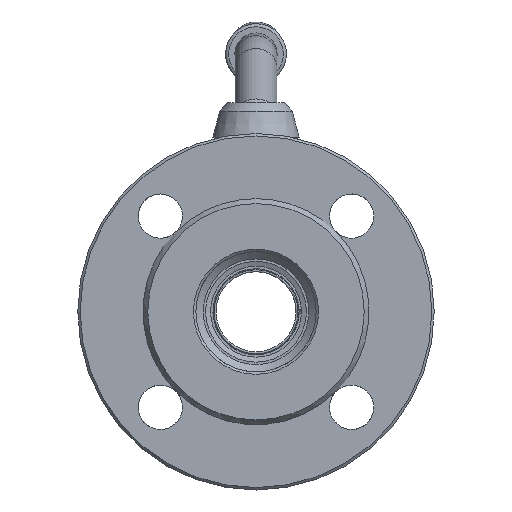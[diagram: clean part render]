
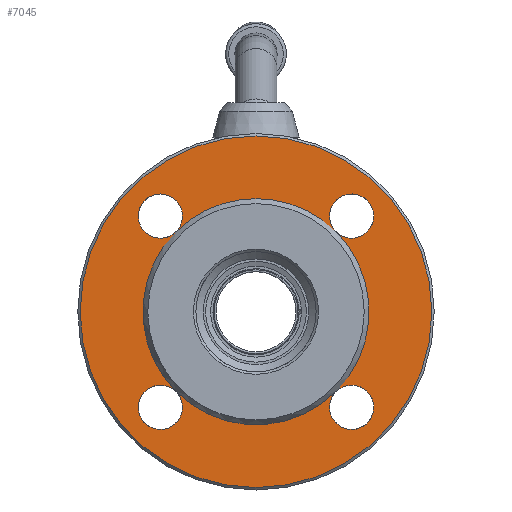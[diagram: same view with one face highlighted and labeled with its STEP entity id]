
A CAD part, front view. The second image highlights one B-rep face of the part: STEP entity #7045.
In plain terms, the highlighted planar face has unit normal (0, -1, 0).
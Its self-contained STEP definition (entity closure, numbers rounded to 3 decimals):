
#6895=CARTESIAN_POINT('',(0.,-97.002,71.5));
#6896=VERTEX_POINT('',#6895);
#6903=CARTESIAN_POINT('',(-0.,-97.002,-71.5));
#6904=VERTEX_POINT('',#6903);
#6905=CARTESIAN_POINT('',(0.,-97.002,0.));
#6906=DIRECTION('',(0.,-1.,0.));
#6907=DIRECTION('',(0.,0.,-1.));
#6908=AXIS2_PLACEMENT_3D('',#6905,#6906,#6907);
#6909=CIRCLE('',#6908,71.5);
#6910=EDGE_CURVE('',#6904,#6896,#6909,.T.);
#6912=CARTESIAN_POINT('',(0.,-97.002,0.));
#6913=DIRECTION('',(0.,-1.,0.));
#6914=DIRECTION('',(0.,0.,-1.));
#6915=AXIS2_PLACEMENT_3D('',#6912,#6913,#6914);
#6916=CIRCLE('',#6915,71.5);
#6917=EDGE_CURVE('',#6896,#6904,#6916,.T.);
#6925=CARTESIAN_POINT('',(0.,-97.002,46.));
#6926=DIRECTION('',(0.,-1.,0.));
#6927=DIRECTION('',(0.,0.,-1.));
#6928=AXIS2_PLACEMENT_3D('',#6925,#6926,#6927);
#6929=PLANE('',#6928);
#6930=ORIENTED_EDGE('',*,*,#6910,.T.);
#6931=ORIENTED_EDGE('',*,*,#6917,.T.);
#6932=EDGE_LOOP('',(#6930,#6931));
#6933=FACE_BOUND('',#6932,.T.);
#6934=CARTESIAN_POINT('',(-32.527,-97.002,32.527));
#6935=VERTEX_POINT('',#6934);
#6936=CARTESIAN_POINT('',(-32.527,-97.002,-32.527));
#6937=VERTEX_POINT('',#6936);
#6938=CARTESIAN_POINT('',(0.,-97.002,0.));
#6939=DIRECTION('',(0.,-1.,0.));
#6940=DIRECTION('',(0.,0.,-1.));
#6941=AXIS2_PLACEMENT_3D('',#6938,#6939,#6940);
#6942=CIRCLE('',#6941,46.);
#6943=EDGE_CURVE('',#6935,#6937,#6942,.T.);
#6944=ORIENTED_EDGE('',*,*,#6943,.F.);
#6945=CARTESIAN_POINT('',(-29.891,-97.002,38.891));
#6946=VERTEX_POINT('',#6945);
#6947=CARTESIAN_POINT('',(-38.891,-97.002,38.891));
#6948=DIRECTION('',(0.,-1.,0.));
#6949=DIRECTION('',(1.,0.,0.));
#6950=AXIS2_PLACEMENT_3D('',#6947,#6948,#6949);
#6951=CIRCLE('',#6950,9.);
#6952=EDGE_CURVE('',#6946,#6935,#6951,.T.);
#6953=ORIENTED_EDGE('',*,*,#6952,.F.);
#6954=CARTESIAN_POINT('',(-38.891,-97.002,38.891));
#6955=DIRECTION('',(0.,-1.,0.));
#6956=DIRECTION('',(1.,0.,0.));
#6957=AXIS2_PLACEMENT_3D('',#6954,#6955,#6956);
#6958=CIRCLE('',#6957,9.);
#6959=EDGE_CURVE('',#6935,#6946,#6958,.T.);
#6960=ORIENTED_EDGE('',*,*,#6959,.F.);
#6961=CARTESIAN_POINT('',(0.,-97.002,46.));
#6962=VERTEX_POINT('',#6961);
#6963=CARTESIAN_POINT('',(0.,-97.002,0.));
#6964=DIRECTION('',(0.,-1.,0.));
#6965=DIRECTION('',(0.,0.,-1.));
#6966=AXIS2_PLACEMENT_3D('',#6963,#6964,#6965);
#6967=CIRCLE('',#6966,46.);
#6968=EDGE_CURVE('',#6962,#6935,#6967,.T.);
#6969=ORIENTED_EDGE('',*,*,#6968,.F.);
#6970=CARTESIAN_POINT('',(32.527,-97.002,32.527));
#6971=VERTEX_POINT('',#6970);
#6972=CARTESIAN_POINT('',(0.,-97.002,0.));
#6973=DIRECTION('',(0.,-1.,0.));
#6974=DIRECTION('',(0.,0.,-1.));
#6975=AXIS2_PLACEMENT_3D('',#6972,#6973,#6974);
#6976=CIRCLE('',#6975,46.);
#6977=EDGE_CURVE('',#6971,#6962,#6976,.T.);
#6978=ORIENTED_EDGE('',*,*,#6977,.F.);
#6979=CARTESIAN_POINT('',(47.891,-97.002,38.891));
#6980=VERTEX_POINT('',#6979);
#6981=CARTESIAN_POINT('',(38.891,-97.002,38.891));
#6982=DIRECTION('',(0.,-1.,0.));
#6983=DIRECTION('',(1.,0.,0.));
#6984=AXIS2_PLACEMENT_3D('',#6981,#6982,#6983);
#6985=CIRCLE('',#6984,9.);
#6986=EDGE_CURVE('',#6980,#6971,#6985,.T.);
#6987=ORIENTED_EDGE('',*,*,#6986,.F.);
#6988=CARTESIAN_POINT('',(38.891,-97.002,38.891));
#6989=DIRECTION('',(0.,-1.,0.));
#6990=DIRECTION('',(1.,0.,0.));
#6991=AXIS2_PLACEMENT_3D('',#6988,#6989,#6990);
#6992=CIRCLE('',#6991,9.);
#6993=EDGE_CURVE('',#6971,#6980,#6992,.T.);
#6994=ORIENTED_EDGE('',*,*,#6993,.F.);
#6995=CARTESIAN_POINT('',(32.527,-97.002,-32.527));
#6996=VERTEX_POINT('',#6995);
#6997=CARTESIAN_POINT('',(0.,-97.002,0.));
#6998=DIRECTION('',(0.,-1.,0.));
#6999=DIRECTION('',(0.,0.,-1.));
#7000=AXIS2_PLACEMENT_3D('',#6997,#6998,#6999);
#7001=CIRCLE('',#7000,46.);
#7002=EDGE_CURVE('',#6996,#6971,#7001,.T.);
#7003=ORIENTED_EDGE('',*,*,#7002,.F.);
#7004=CARTESIAN_POINT('',(47.891,-97.002,-38.891));
#7005=VERTEX_POINT('',#7004);
#7006=CARTESIAN_POINT('',(38.891,-97.002,-38.891));
#7007=DIRECTION('',(0.,-1.,0.));
#7008=DIRECTION('',(1.,0.,0.));
#7009=AXIS2_PLACEMENT_3D('',#7006,#7007,#7008);
#7010=CIRCLE('',#7009,9.);
#7011=EDGE_CURVE('',#7005,#6996,#7010,.T.);
#7012=ORIENTED_EDGE('',*,*,#7011,.F.);
#7013=CARTESIAN_POINT('',(38.891,-97.002,-38.891));
#7014=DIRECTION('',(0.,-1.,0.));
#7015=DIRECTION('',(1.,0.,0.));
#7016=AXIS2_PLACEMENT_3D('',#7013,#7014,#7015);
#7017=CIRCLE('',#7016,9.);
#7018=EDGE_CURVE('',#6996,#7005,#7017,.T.);
#7019=ORIENTED_EDGE('',*,*,#7018,.F.);
#7020=CARTESIAN_POINT('',(0.,-97.002,0.));
#7021=DIRECTION('',(0.,-1.,0.));
#7022=DIRECTION('',(0.,0.,-1.));
#7023=AXIS2_PLACEMENT_3D('',#7020,#7021,#7022);
#7024=CIRCLE('',#7023,46.);
#7025=EDGE_CURVE('',#6937,#6996,#7024,.T.);
#7026=ORIENTED_EDGE('',*,*,#7025,.F.);
#7027=CARTESIAN_POINT('',(-29.891,-97.002,-38.891));
#7028=VERTEX_POINT('',#7027);
#7029=CARTESIAN_POINT('',(-38.891,-97.002,-38.891));
#7030=DIRECTION('',(0.,-1.,0.));
#7031=DIRECTION('',(1.,0.,0.));
#7032=AXIS2_PLACEMENT_3D('',#7029,#7030,#7031);
#7033=CIRCLE('',#7032,9.);
#7034=EDGE_CURVE('',#7028,#6937,#7033,.T.);
#7035=ORIENTED_EDGE('',*,*,#7034,.F.);
#7036=CARTESIAN_POINT('',(-38.891,-97.002,-38.891));
#7037=DIRECTION('',(0.,-1.,0.));
#7038=DIRECTION('',(1.,0.,0.));
#7039=AXIS2_PLACEMENT_3D('',#7036,#7037,#7038);
#7040=CIRCLE('',#7039,9.);
#7041=EDGE_CURVE('',#6937,#7028,#7040,.T.);
#7042=ORIENTED_EDGE('',*,*,#7041,.F.);
#7043=EDGE_LOOP('',(#6944,#6953,#6960,#6969,#6978,#6987,#6994,#7003,#7012,#7019,#7026,#7035,#7042));
#7044=FACE_BOUND('',#7043,.T.);
#7045=ADVANCED_FACE('',(#6933,#7044),#6929,.T.);
